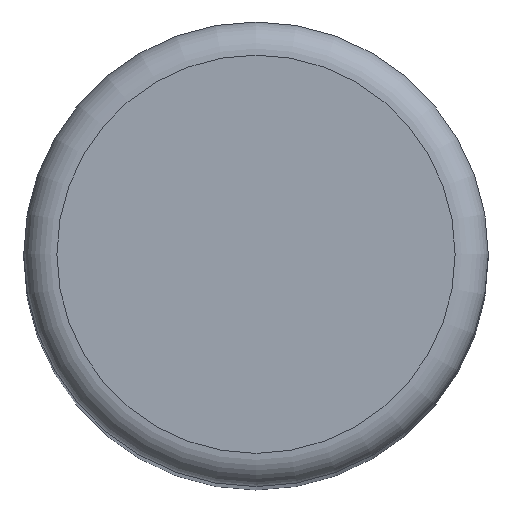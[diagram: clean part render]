
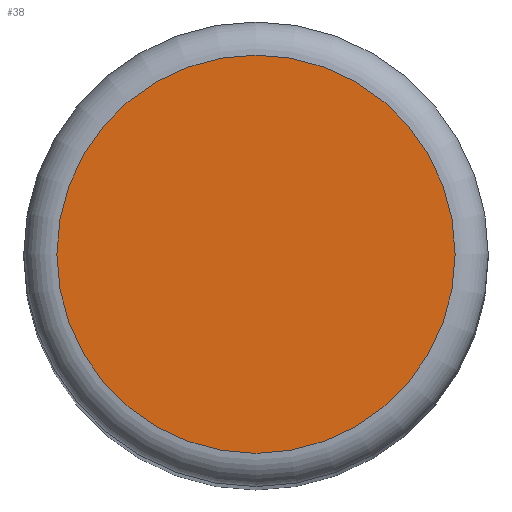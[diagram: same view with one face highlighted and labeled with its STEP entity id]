
A CAD part, top view. The second image highlights one B-rep face of the part: STEP entity #38.
In plain terms, the highlighted planar face has unit normal (0, 0, 1).
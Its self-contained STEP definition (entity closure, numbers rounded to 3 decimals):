
#38 = ADVANCED_FACE( '', ( #77 ), #78, .T. );
#77 = FACE_OUTER_BOUND( '', #115, .T. );
#78 = PLANE( '', #116 );
#115 = EDGE_LOOP( '', ( #153 ) );
#116 = AXIS2_PLACEMENT_3D( '', #154, #155, #156 );
#153 = ORIENTED_EDGE( '', *, *, #191, .T. );
#154 = CARTESIAN_POINT( '', ( 0., 0., 60. ) );
#155 = DIRECTION( '', ( 0., 0., 1. ) );
#156 = DIRECTION( '', ( 1., 0., 0. ) );
#191 = EDGE_CURVE( '', #213, #213, #214, .T. );
#213 = VERTEX_POINT( '', #235 );
#214 = CIRCLE( '', #236, 6. );
#235 = CARTESIAN_POINT( '', ( 6., 0., 60. ) );
#236 = AXIS2_PLACEMENT_3D( '', #259, #260, #261 );
#259 = CARTESIAN_POINT( '', ( 0., 0., 60. ) );
#260 = DIRECTION( '', ( 0., 0., 1. ) );
#261 = DIRECTION( '', ( 1., 0., 0. ) );
